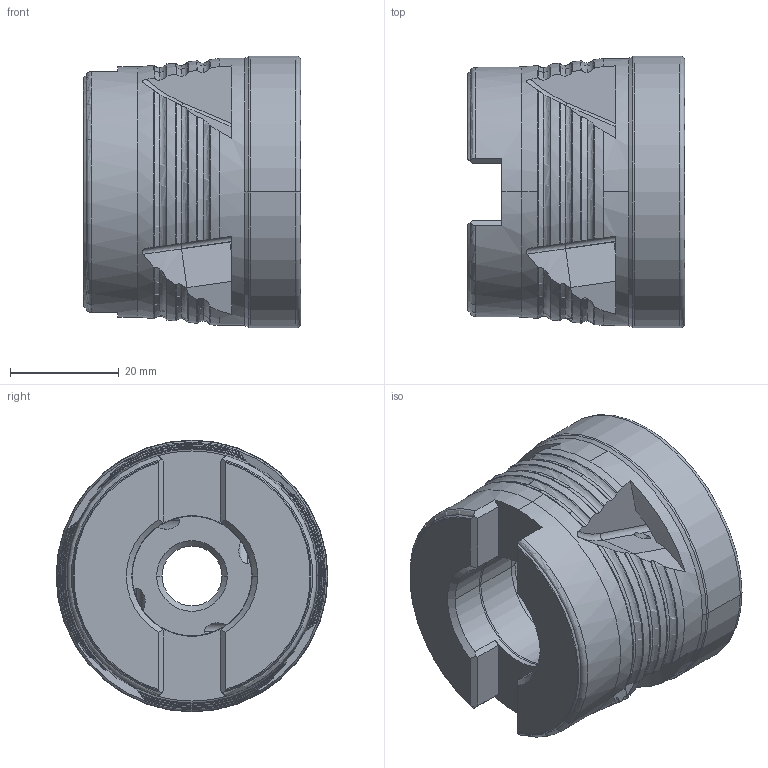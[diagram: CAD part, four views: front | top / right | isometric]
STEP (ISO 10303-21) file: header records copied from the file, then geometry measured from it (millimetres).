
FILE_DESCRIPTION (( 'STEP AP214' ), '1' );
FILE_NAME ('90PP-050-853-4.STEP', '2011-12-13T11:44:28', ( '' ), ( '' ), 'SwSTEP 2.0', 'SolidWorks 2011', '' );
FILE_SCHEMA (( 'AUTOMOTIVE_DESIGN' ));
Length unit declared in the file: millimetre
Products named in the file (1): 90PP-050-853-4
Bounding box: 40 x 50.02 x 50.02 mm (x, y, z)
Volume: 52766.9 mm3; surface area: 13427.5 mm2
Topology: 1 solids, 1 shells, 194 faces, 571 edges, 365 vertices
Faces by surface type: torus 74, cone 42, plane 40, cylinder 38
Entity records: 7081 total; most frequent: CARTESIAN_POINT 2246, ORIENTED_EDGE 1142, DIRECTION 916, EDGE_CURVE 571, AXIS2_PLACEMENT_3D 396, VERTEX_POINT 365, CIRCLE 201, EDGE_LOOP 198
